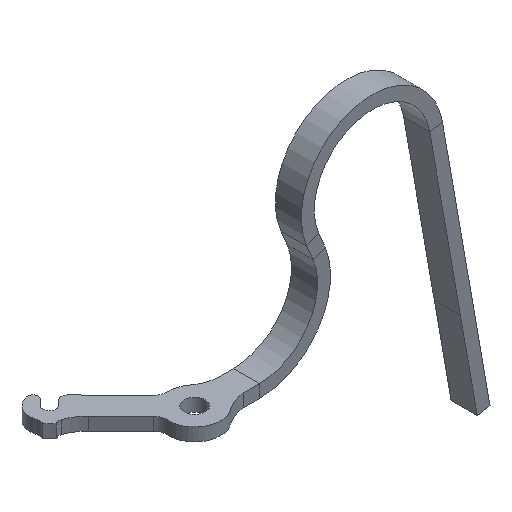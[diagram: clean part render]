
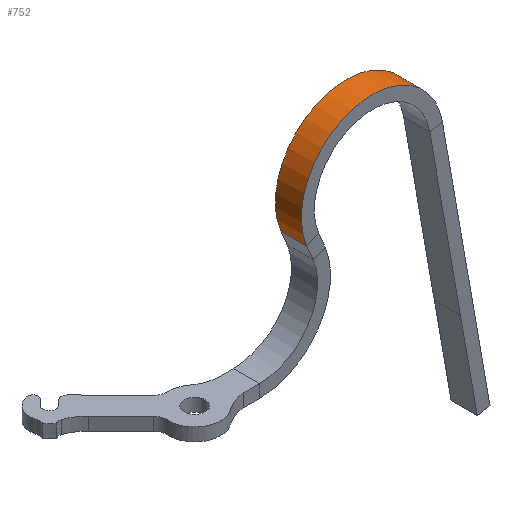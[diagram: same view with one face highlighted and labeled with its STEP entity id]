
A CAD part, isometric view. The second image highlights one B-rep face of the part: STEP entity #752.
In plain terms, the highlighted cylindrical face has radius 0.559 mm (diameter 1.118 mm), a partial arc.
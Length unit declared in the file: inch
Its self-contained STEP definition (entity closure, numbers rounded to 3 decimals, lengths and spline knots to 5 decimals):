
#34 = DIRECTION ( 'NONE',  ( 0., 1., 0. ) ) ;
#80 = DIRECTION ( 'NONE',  ( 0., 1., 0. ) ) ;
#118 = CARTESIAN_POINT ( 'NONE',  ( 0.11767, 0.00404, 0.04582 ) ) ;
#124 = CARTESIAN_POINT ( 'NONE',  ( 0.11767, -0.00404, 0.04582 ) ) ;
#156 = EDGE_CURVE ( 'NONE', #244, #402, #951, .T. ) ;
#165 = VERTEX_POINT ( 'NONE', #322 ) ;
#213 = DIRECTION ( 'NONE',  ( 0., -1., 0. ) ) ;
#244 = VERTEX_POINT ( 'NONE', #1208 ) ;
#245 = ORIENTED_EDGE ( 'NONE', *, *, #567, .F. ) ;
#300 = CIRCLE ( 'NONE', #993, 0.022 ) ;
#322 = CARTESIAN_POINT ( 'NONE',  ( 0.11767, -0.00404, 0.04582 ) ) ;
#378 = CYLINDRICAL_SURFACE ( 'NONE', #839, 0.022 ) ;
#385 = ORIENTED_EDGE ( 'NONE', *, *, #156, .T. ) ;
#402 = VERTEX_POINT ( 'NONE', #952 ) ;
#447 = EDGE_CURVE ( 'NONE', #244, #601, #300, .T. ) ;
#547 = ORIENTED_EDGE ( 'NONE', *, *, #447, .F. ) ;
#567 = EDGE_CURVE ( 'NONE', #601, #165, #715, .T. ) ;
#601 = VERTEX_POINT ( 'NONE', #118 ) ;
#661 = DIRECTION ( 'NONE',  ( -0.923, 0., -0.385 ) ) ;
#677 = CARTESIAN_POINT ( 'NONE',  ( 0.096, 0.00404, 0.042 ) ) ;
#715 = LINE ( 'NONE', #124, #1036 ) ;
#752 = ADVANCED_FACE ( 'NONE', ( #964 ), #378, .T. ) ;
#793 = EDGE_LOOP ( 'NONE', ( #1113, #245, #547, #385 ) ) ;
#839 = AXIS2_PLACEMENT_3D ( 'NONE', #915, #34, #1003 ) ;
#853 = CARTESIAN_POINT ( 'NONE',  ( 0.096, -0.00404, 0.042 ) ) ;
#870 = DIRECTION ( 'NONE',  ( -0.923, 0., -0.385 ) ) ;
#875 = VECTOR ( 'NONE', #1002, 39.37008 ) ;
#915 = CARTESIAN_POINT ( 'NONE',  ( 0.096, 0., 0.042 ) ) ;
#949 = CIRCLE ( 'NONE', #1212, 0.022 ) ;
#951 = LINE ( 'NONE', #992, #875 ) ;
#952 = CARTESIAN_POINT ( 'NONE',  ( 0.07569, -0.00404, 0.03354 ) ) ;
#964 = FACE_OUTER_BOUND ( 'NONE', #793, .T. ) ;
#978 = EDGE_CURVE ( 'NONE', #402, #165, #949, .T. ) ;
#992 = CARTESIAN_POINT ( 'NONE',  ( 0.07569, -0.00404, 0.03354 ) ) ;
#993 = AXIS2_PLACEMENT_3D ( 'NONE', #677, #1257, #870 ) ;
#1002 = DIRECTION ( 'NONE',  ( 0., -1., 0. ) ) ;
#1003 = DIRECTION ( 'NONE',  ( 0., 0., 1. ) ) ;
#1036 = VECTOR ( 'NONE', #213, 39.37008 ) ;
#1113 = ORIENTED_EDGE ( 'NONE', *, *, #978, .T. ) ;
#1208 = CARTESIAN_POINT ( 'NONE',  ( 0.07569, 0.00404, 0.03354 ) ) ;
#1212 = AXIS2_PLACEMENT_3D ( 'NONE', #853, #80, #661 ) ;
#1257 = DIRECTION ( 'NONE',  ( 0., 1., 0. ) ) ;
